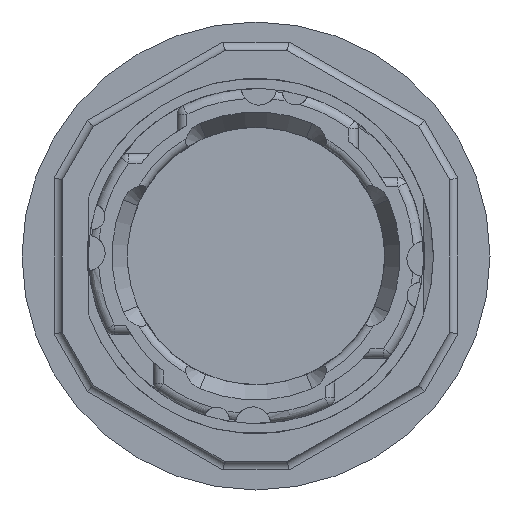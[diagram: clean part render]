
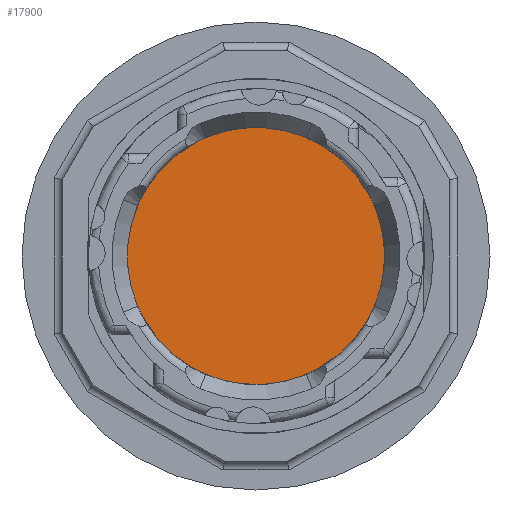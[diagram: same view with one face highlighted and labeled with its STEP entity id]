
A CAD part, front view. The second image highlights one B-rep face of the part: STEP entity #17900.
In plain terms, the highlighted planar face has unit normal (0, -1, 0).
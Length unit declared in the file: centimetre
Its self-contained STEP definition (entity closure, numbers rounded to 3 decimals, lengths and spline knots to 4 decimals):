
#5279=FACE_OUTER_BOUND('',#6315,.T.);
#6315=EDGE_LOOP('',(#16277));
#6810=CIRCLE('',#18298,0.7975);
#7286=VERTEX_POINT('',#31036);
#9197=EDGE_CURVE('',#7286,#7286,#6810,.T.);
#16277=ORIENTED_EDGE('',*,*,#9197,.F.);
#16976=PLANE('',#19078);
#17900=ADVANCED_FACE('',(#5279),#16976,.T.);
#18298=AXIS2_PLACEMENT_3D('',#31037,#20042,#20043);
#19078=AXIS2_PLACEMENT_3D('',#35329,#23402,#23403);
#20042=DIRECTION('center_axis',(0.,1.,0.));
#20043=DIRECTION('ref_axis',(-1.,0.,0.));
#23402=DIRECTION('center_axis',(0.,-1.,0.));
#23403=DIRECTION('ref_axis',(0.,0.,-1.));
#31036=CARTESIAN_POINT('',(0.7975,-1.0642,0.));
#31037=CARTESIAN_POINT('Origin',(0.,-1.0642,0.));
#35329=CARTESIAN_POINT('Origin',(0.,-1.0642,
0.));
